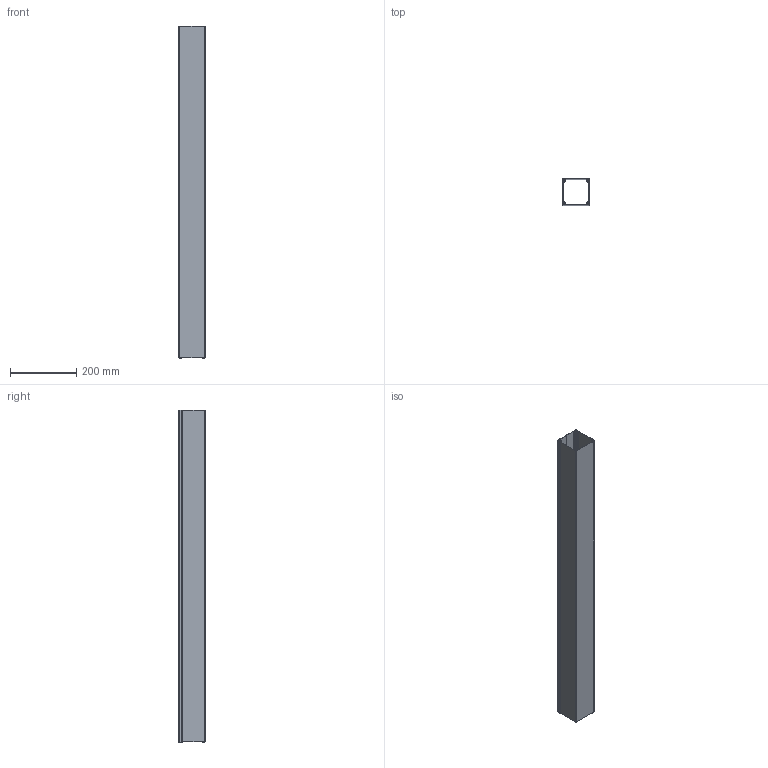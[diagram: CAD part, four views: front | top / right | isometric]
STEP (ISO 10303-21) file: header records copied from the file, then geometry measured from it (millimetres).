
FILE_DESCRIPTION(/* description */ (''),/* implementation_level */ '2;1');
FILE_NAME(/* name */ '119420',/* time_stamp */ '2014-10-06T10:53:39+02:00',/* author */ (''),/* organization */ (''),/* preprocessor_version */ 'ST-DEVELOPER v14',/* originating_system */ 'HiCAD 2013 1802.4 Build 509',/* authorisation */ '');
FILE_SCHEMA (('AUTOMOTIVE_DESIGN { 1 0 10303 214 1 1 1 1 }'));
Length unit declared in the file: millimetre
Products named in the file (2): Root; 119420Kabelgootprofiel 80x80BOIKON0
Assembly tree (1 placements, depth 2):
  Root
    119420Kabelgootprofiel 80x80BOIKON0
Bounding box: 80 x 80 x 1000 mm (x, y, z)
Volume: 558739.4 mm3; surface area: 747320.1 mm2
Topology: 2 solids, 2 shells, 162 faces, 474 edges, 316 vertices
Faces by surface type: plane 85, cylinder 77
Entity records: 10192 total; most frequent: DIRECTION 956, CARTESIAN_POINT 954, PRESENTATION_STYLE_ASSIGNMENT 950, COLOUR_RGB 949, DRAUGHTING_PRE_DEFINED_CURVE_FONT 948, CURVE_STYLE 948, OVER_RIDING_STYLED_ITEM 948, ORIENTED_EDGE 948
